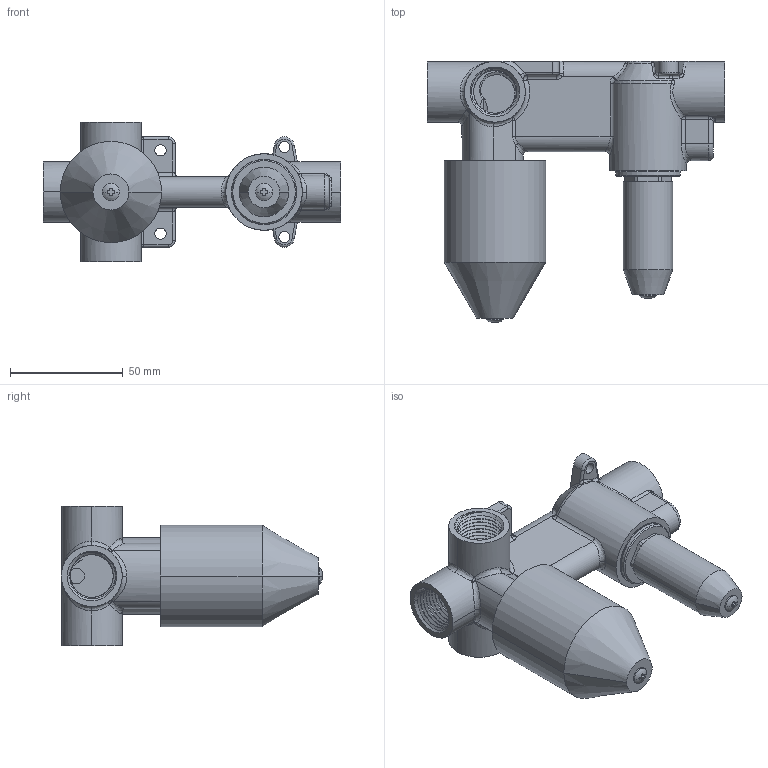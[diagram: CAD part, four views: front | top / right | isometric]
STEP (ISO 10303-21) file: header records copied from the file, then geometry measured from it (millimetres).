
FILE_DESCRIPTION((''),'2;1');
FILE_NAME('1F8009NT_ASM','2023-07-25T',('Administrator'),(''),'PRO/ENGINEER BY PARAMETRIC TECHNOLOGY CORPORATION, 2010280','PRO/ENGINEER BY PARAMETRIC TECHNOLOGY CORPORATION, 2010280','');
FILE_SCHEMA(('CONFIG_CONTROL_DESIGN'));
Length unit declared in the file: millimetre
Products named in the file (10): FX-2; 3FX1005; 2E7007-31NT; 3OR1029NT; 3FX1011NT; 3LM1003; 2F8008-31NT; 3LS1014NT; 2F8009-31NT; 1F8009NT_ASM
Assembly tree (10 placements, depth 2):
  1F8009NT_ASM
    FX-2
    3FX1005
    2E7007-31NT
    3OR1029NT
    3FX1011NT
    3LM1003
    2F8008-31NT
    3LS1014NT  x2
    2F8009-31NT
Bounding box: 132 x 115.96 x 62 mm (x, y, z)
Volume: 174408.3 mm3; surface area: 95623.4 mm2
Topology: 10 solids, 10 shells, 795 faces, 2024 edges, 1277 vertices
Faces by surface type: cylinder 322, bspline 180, plane 163, cone 85, torus 33, sphere 12
Entity records: 46944 total; most frequent: CARTESIAN_POINT 30391, ORIENTED_EDGE 3800, DIRECTION 2821, EDGE_CURVE 1900, VERTEX_POINT 1196, AXIS2_PLACEMENT_3D 1121, EDGE_LOOP 798, B_SPLINE_CURVE_WITH_KNOTS 797
